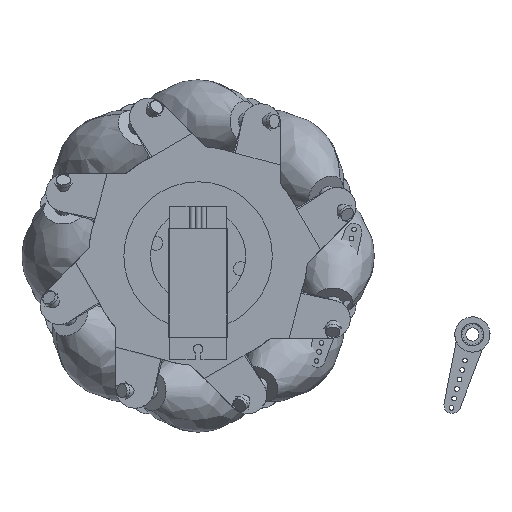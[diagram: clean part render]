
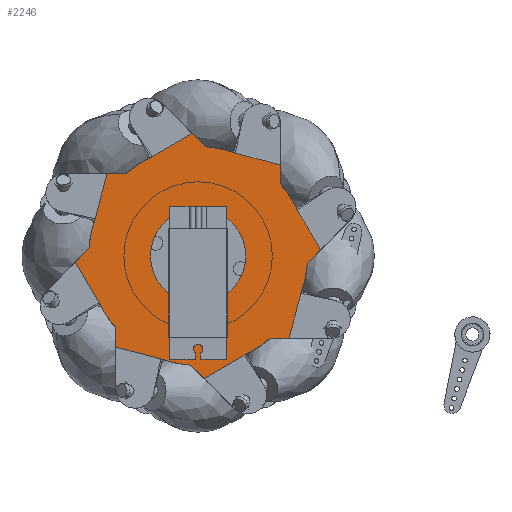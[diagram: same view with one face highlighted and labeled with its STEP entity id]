
A CAD part, front view. The second image highlights one B-rep face of the part: STEP entity #2246.
In plain terms, the highlighted face is planar.
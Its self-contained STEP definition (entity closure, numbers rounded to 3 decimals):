
#2246=ADVANCED_FACE('',(#10562,#10564),#10566,.T.);
#10562=FACE_BOUND('',#10563,.T.);
#10563=EDGE_LOOP('',(#17643,#17644,#17645,#17646,#17647,#17648,#17649,#17650,#17651,
#17652,#17653,#17654,#17655,#17656,#17657,#17658,#17659,#17660,#17661,#17662,#17663,
#17664,#17665,#17666));
#10564=FACE_BOUND('',#10565,.T.);
#10565=EDGE_LOOP('',(#17667));
#10566=PLANE('',#10567);
#10567=AXIS2_PLACEMENT_3D('',#10568,#10569,#10570);
#10568=CARTESIAN_POINT('',(0.,0.,2.));
#10569=DIRECTION('',(0.,0.,1.));
#10570=DIRECTION('',(1.,0.,0.));
#17643=ORIENTED_EDGE('',*,*,#22786,.F.);
#17644=ORIENTED_EDGE('',*,*,#22791,.T.);
#17645=ORIENTED_EDGE('',*,*,#22792,.T.);
#17646=ORIENTED_EDGE('',*,*,#22793,.F.);
#17647=ORIENTED_EDGE('',*,*,#22794,.T.);
#17648=ORIENTED_EDGE('',*,*,#22795,.T.);
#17649=ORIENTED_EDGE('',*,*,#22796,.F.);
#17650=ORIENTED_EDGE('',*,*,#22797,.T.);
#17651=ORIENTED_EDGE('',*,*,#22798,.T.);
#17652=ORIENTED_EDGE('',*,*,#22799,.F.);
#17653=ORIENTED_EDGE('',*,*,#22800,.T.);
#17654=ORIENTED_EDGE('',*,*,#22801,.T.);
#17655=ORIENTED_EDGE('',*,*,#22802,.F.);
#17656=ORIENTED_EDGE('',*,*,#22803,.T.);
#17657=ORIENTED_EDGE('',*,*,#22804,.T.);
#17658=ORIENTED_EDGE('',*,*,#22805,.F.);
#17659=ORIENTED_EDGE('',*,*,#22806,.T.);
#17660=ORIENTED_EDGE('',*,*,#22807,.T.);
#17661=ORIENTED_EDGE('',*,*,#22808,.F.);
#17662=ORIENTED_EDGE('',*,*,#22809,.T.);
#17663=ORIENTED_EDGE('',*,*,#22810,.T.);
#17664=ORIENTED_EDGE('',*,*,#22811,.F.);
#17665=ORIENTED_EDGE('',*,*,#22812,.T.);
#17666=ORIENTED_EDGE('',*,*,#22813,.T.);
#17667=ORIENTED_EDGE('',*,*,#22545,.F.);
#22545=EDGE_CURVE('',#25148,#25148,#25149,.T.);
#22786=EDGE_CURVE('',#25579,#25582,#25583,.T.);
#22791=EDGE_CURVE('',#25579,#25591,#25592,.T.);
#22792=EDGE_CURVE('',#25591,#25593,#25594,.T.);
#22793=EDGE_CURVE('',#25595,#25593,#25596,.T.);
#22794=EDGE_CURVE('',#25595,#25597,#25598,.T.);
#22795=EDGE_CURVE('',#25597,#25599,#25600,.T.);
#22796=EDGE_CURVE('',#25601,#25599,#25602,.T.);
#22797=EDGE_CURVE('',#25601,#25603,#25604,.T.);
#22798=EDGE_CURVE('',#25603,#25605,#25606,.T.);
#22799=EDGE_CURVE('',#25607,#25605,#25608,.T.);
#22800=EDGE_CURVE('',#25607,#25609,#25610,.T.);
#22801=EDGE_CURVE('',#25609,#25611,#25612,.T.);
#22802=EDGE_CURVE('',#25613,#25611,#25614,.T.);
#22803=EDGE_CURVE('',#25613,#25615,#25616,.T.);
#22804=EDGE_CURVE('',#25615,#25617,#25618,.T.);
#22805=EDGE_CURVE('',#25619,#25617,#25620,.T.);
#22806=EDGE_CURVE('',#25619,#25621,#25622,.T.);
#22807=EDGE_CURVE('',#25621,#25623,#25624,.T.);
#22808=EDGE_CURVE('',#25625,#25623,#25626,.T.);
#22809=EDGE_CURVE('',#25625,#25627,#25628,.T.);
#22810=EDGE_CURVE('',#25627,#25629,#25630,.T.);
#22811=EDGE_CURVE('',#25631,#25629,#25632,.T.);
#22812=EDGE_CURVE('',#25631,#25633,#25634,.T.);
#22813=EDGE_CURVE('',#25633,#25582,#25635,.T.);
#25148=VERTEX_POINT('',#29528);
#25149=CIRCLE('',#29529,10.);
#25579=VERTEX_POINT('',#34603);
#25582=VERTEX_POINT('',#34621);
#25583=LINE('',#34622,#34623);
#25591=VERTEX_POINT('',#34651);
#25592=B_SPLINE_CURVE_WITH_KNOTS('',1,
(#34652,#34653),
.UNSPECIFIED.,.F.,.F.,
(2,2),
(0.,1.),
.UNSPECIFIED.);
#25593=VERTEX_POINT('',#34654);
#25594=CIRCLE('',#34655,23.);
#25595=VERTEX_POINT('',#34659);
#25596=LINE('',#34660,#34661);
#25597=VERTEX_POINT('',#34663);
#25598=B_SPLINE_CURVE_WITH_KNOTS('',1,
(#34664,#34665),
.UNSPECIFIED.,.F.,.F.,
(2,2),
(0.,1.),
.UNSPECIFIED.);
#25599=VERTEX_POINT('',#34666);
#25600=CIRCLE('',#34667,23.);
#25601=VERTEX_POINT('',#34671);
#25602=LINE('',#34672,#34673);
#25603=VERTEX_POINT('',#34675);
#25604=B_SPLINE_CURVE_WITH_KNOTS('',1,
(#34676,#34677),
.UNSPECIFIED.,.F.,.F.,
(2,2),
(0.,1.),
.UNSPECIFIED.);
#25605=VERTEX_POINT('',#34678);
#25606=CIRCLE('',#34679,23.);
#25607=VERTEX_POINT('',#34683);
#25608=LINE('',#34684,#34685);
#25609=VERTEX_POINT('',#34687);
#25610=B_SPLINE_CURVE_WITH_KNOTS('',1,
(#34688,#34689),
.UNSPECIFIED.,.F.,.F.,
(2,2),
(0.,1.),
.UNSPECIFIED.);
#25611=VERTEX_POINT('',#34690);
#25612=CIRCLE('',#34691,23.);
#25613=VERTEX_POINT('',#34695);
#25614=LINE('',#34696,#34697);
#25615=VERTEX_POINT('',#34699);
#25616=B_SPLINE_CURVE_WITH_KNOTS('',1,
(#34700,#34701),
.UNSPECIFIED.,.F.,.F.,
(2,2),
(0.,1.),
.UNSPECIFIED.);
#25617=VERTEX_POINT('',#34702);
#25618=CIRCLE('',#34703,23.);
#25619=VERTEX_POINT('',#34707);
#25620=LINE('',#34708,#34709);
#25621=VERTEX_POINT('',#34711);
#25622=B_SPLINE_CURVE_WITH_KNOTS('',1,
(#34712,#34713),
.UNSPECIFIED.,.F.,.F.,
(2,2),
(0.,1.),
.UNSPECIFIED.);
#25623=VERTEX_POINT('',#34714);
#25624=CIRCLE('',#34715,23.);
#25625=VERTEX_POINT('',#34719);
#25626=LINE('',#34720,#34721);
#25627=VERTEX_POINT('',#34723);
#25628=B_SPLINE_CURVE_WITH_KNOTS('',1,
(#34724,#34725),
.UNSPECIFIED.,.F.,.F.,
(2,2),
(0.,1.),
.UNSPECIFIED.);
#25629=VERTEX_POINT('',#34726);
#25630=CIRCLE('',#34727,23.);
#25631=VERTEX_POINT('',#34731);
#25632=LINE('',#34732,#34733);
#25633=VERTEX_POINT('',#34735);
#25634=B_SPLINE_CURVE_WITH_KNOTS('',1,
(#34736,#34737),
.UNSPECIFIED.,.F.,.F.,
(2,2),
(0.,1.),
.UNSPECIFIED.);
#25635=CIRCLE('',#34738,23.);
#29528=CARTESIAN_POINT('',(10.,0.,2.));
#29529=AXIS2_PLACEMENT_3D('',#29530,#29531,#29532);
#29530=CARTESIAN_POINT('',(0.,0.,2.));
#29531=DIRECTION('',(0.,0.,1.));
#29532=DIRECTION('',(-1.,0.,0.));
#34603=CARTESIAN_POINT('',(1.286,-25.753,2.));
#34621=CARTESIAN_POINT('',(-1.518,-22.95,2.));
#34622=CARTESIAN_POINT('',(1.286,-25.753,2.));
#34623=VECTOR('',#34624,1.);
#34624=DIRECTION('',(-0.707,0.707,0.));
#34651=CARTESIAN_POINT('',(10.084,-20.671,2.));
#34652=CARTESIAN_POINT('',(1.286,-25.753,2.));
#34653=CARTESIAN_POINT('',(10.084,-20.671,2.));
#34654=CARTESIAN_POINT('',(15.155,-17.301,2.));
#34655=AXIS2_PLACEMENT_3D('',#34656,#34657,#34658);
#34656=CARTESIAN_POINT('',(0.,0.,2.));
#34657=DIRECTION('',(0.,0.,1.));
#34658=DIRECTION('',(0.438,-0.899,0.));
#34659=CARTESIAN_POINT('',(19.12,-17.301,2.));
#34660=CARTESIAN_POINT('',(19.12,-17.301,2.));
#34661=VECTOR('',#34662,1.);
#34662=DIRECTION('',(-1.,0.,0.));
#34663=CARTESIAN_POINT('',(21.748,-7.486,2.));
#34664=CARTESIAN_POINT('',(19.12,-17.301,2.));
#34665=CARTESIAN_POINT('',(21.748,-7.486,2.));
#34666=CARTESIAN_POINT('',(22.95,-1.518,2.));
#34667=AXIS2_PLACEMENT_3D('',#34668,#34669,#34670);
#34668=CARTESIAN_POINT('',(0.,0.,2.));
#34669=DIRECTION('',(0.,0.,1.));
#34670=DIRECTION('',(0.946,-0.325,0.));
#34671=CARTESIAN_POINT('',(25.753,1.286,2.));
#34672=CARTESIAN_POINT('',(25.753,1.286,2.));
#34673=VECTOR('',#34674,1.);
#34674=DIRECTION('',(-0.707,-0.707,0.));
#34675=CARTESIAN_POINT('',(20.671,10.084,2.));
#34676=CARTESIAN_POINT('',(25.753,1.286,2.));
#34677=CARTESIAN_POINT('',(20.671,10.084,2.));
#34678=CARTESIAN_POINT('',(17.301,15.155,2.));
#34679=AXIS2_PLACEMENT_3D('',#34680,#34681,#34682);
#34680=CARTESIAN_POINT('',(0.,0.,2.));
#34681=DIRECTION('',(0.,0.,1.));
#34682=DIRECTION('',(0.899,0.438,0.));
#34683=CARTESIAN_POINT('',(17.301,19.12,2.));
#34684=CARTESIAN_POINT('',(17.301,19.12,2.));
#34685=VECTOR('',#34686,1.);
#34686=DIRECTION('',(0.,-1.,0.));
#34687=CARTESIAN_POINT('',(7.486,21.748,2.));
#34688=CARTESIAN_POINT('',(17.301,19.12,2.));
#34689=CARTESIAN_POINT('',(7.486,21.748,2.));
#34690=CARTESIAN_POINT('',(1.518,22.95,2.));
#34691=AXIS2_PLACEMENT_3D('',#34692,#34693,#34694);
#34692=CARTESIAN_POINT('',(0.,0.,2.));
#34693=DIRECTION('',(0.,0.,1.));
#34694=DIRECTION('',(0.325,0.946,0.));
#34695=CARTESIAN_POINT('',(-1.286,25.753,2.));
#34696=CARTESIAN_POINT('',(-1.286,25.753,2.));
#34697=VECTOR('',#34698,1.);
#34698=DIRECTION('',(0.707,-0.707,0.));
#34699=CARTESIAN_POINT('',(-10.084,20.671,2.));
#34700=CARTESIAN_POINT('',(-1.286,25.753,2.));
#34701=CARTESIAN_POINT('',(-10.084,20.671,2.));
#34702=CARTESIAN_POINT('',(-15.155,17.301,2.));
#34703=AXIS2_PLACEMENT_3D('',#34704,#34705,#34706);
#34704=CARTESIAN_POINT('',(0.,0.,2.));
#34705=DIRECTION('',(0.,0.,1.));
#34706=DIRECTION('',(-0.438,0.899,0.));
#34707=CARTESIAN_POINT('',(-19.12,17.301,2.));
#34708=CARTESIAN_POINT('',(-19.12,17.301,2.));
#34709=VECTOR('',#34710,1.);
#34710=DIRECTION('',(1.,0.,0.));
#34711=CARTESIAN_POINT('',(-21.748,7.486,2.));
#34712=CARTESIAN_POINT('',(-19.12,17.301,2.));
#34713=CARTESIAN_POINT('',(-21.748,7.486,2.));
#34714=CARTESIAN_POINT('',(-22.95,1.518,2.));
#34715=AXIS2_PLACEMENT_3D('',#34716,#34717,#34718);
#34716=CARTESIAN_POINT('',(0.,0.,2.));
#34717=DIRECTION('',(0.,0.,1.));
#34718=DIRECTION('',(-0.946,0.325,0.));
#34719=CARTESIAN_POINT('',(-25.753,-1.286,2.));
#34720=CARTESIAN_POINT('',(-25.753,-1.286,2.));
#34721=VECTOR('',#34722,1.);
#34722=DIRECTION('',(0.707,0.707,0.));
#34723=CARTESIAN_POINT('',(-20.671,-10.084,2.));
#34724=CARTESIAN_POINT('',(-25.753,-1.286,2.));
#34725=CARTESIAN_POINT('',(-20.671,-10.084,2.));
#34726=CARTESIAN_POINT('',(-17.301,-15.155,2.));
#34727=AXIS2_PLACEMENT_3D('',#34728,#34729,#34730);
#34728=CARTESIAN_POINT('',(0.,0.,2.));
#34729=DIRECTION('',(0.,0.,1.));
#34730=DIRECTION('',(-0.899,-0.438,0.));
#34731=CARTESIAN_POINT('',(-17.301,-19.12,2.));
#34732=CARTESIAN_POINT('',(-17.301,-19.12,2.));
#34733=VECTOR('',#34734,1.);
#34734=DIRECTION('',(0.,1.,0.));
#34735=CARTESIAN_POINT('',(-7.486,-21.748,2.));
#34736=CARTESIAN_POINT('',(-17.301,-19.12,2.));
#34737=CARTESIAN_POINT('',(-7.486,-21.748,2.));
#34738=AXIS2_PLACEMENT_3D('',#34739,#34740,#34741);
#34739=CARTESIAN_POINT('',(0.,0.,2.));
#34740=DIRECTION('',(0.,0.,1.));
#34741=DIRECTION('',(-0.325,-0.946,0.));
